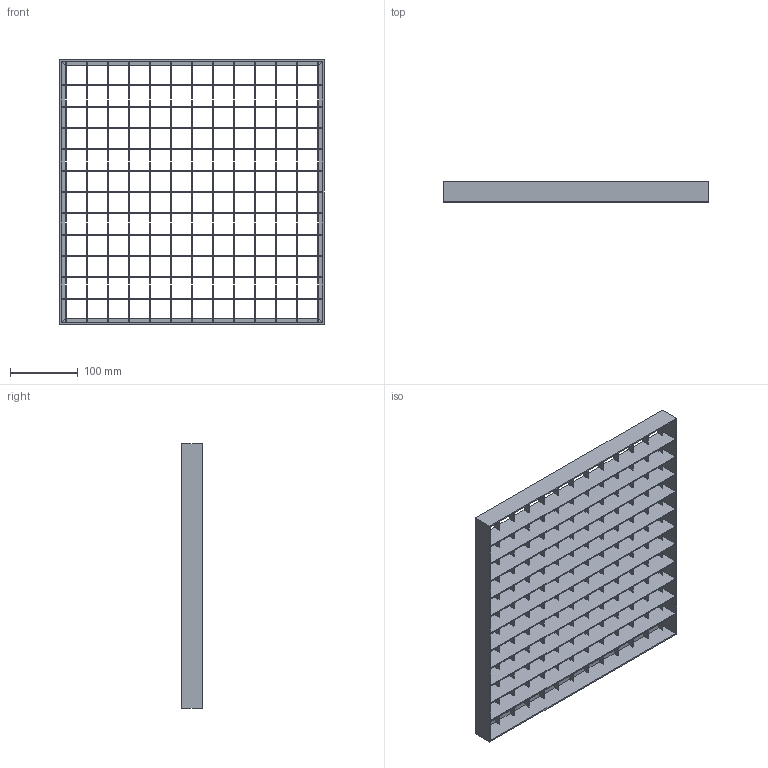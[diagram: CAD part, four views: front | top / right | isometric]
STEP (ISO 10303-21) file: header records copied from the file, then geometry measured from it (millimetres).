
FILE_DESCRIPTION (( 'STEP AP203' ), '1' );
FILE_NAME ('23-39393030-7.step', '2015-08-26T22:54:00', ( '' ), ( '' ), 'SwSTEP 2.0', 'SolidWorks 2015', '' );
FILE_SCHEMA (( 'CONFIG_CONTROL_DESIGN' ));
Length unit declared in the file: millimetre
Products named in the file (1): 23-39393030-7
Bounding box: 390 x 30 x 390 mm (x, y, z)
Volume: 349757 mm3; surface area: 484677 mm2
Topology: 1 solids, 1 shells, 628 faces, 2336 edges, 1552 vertices
Faces by surface type: plane 628
Entity records: 24926 total; most frequent: ORIENTED_EDGE 4672, CARTESIAN_POINT 4532, DIRECTION 3589, EDGE_CURVE 2336, VECTOR 2331, LINE 2331, VERTEX_POINT 1552, EDGE_LOOP 806
